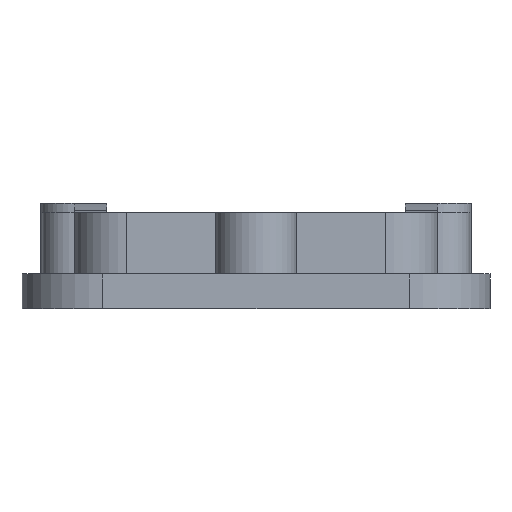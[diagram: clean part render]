
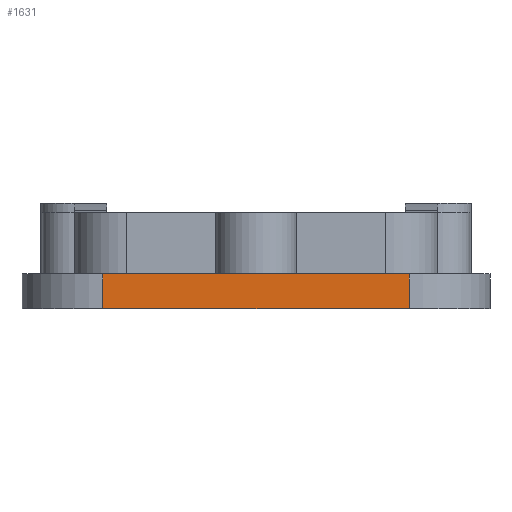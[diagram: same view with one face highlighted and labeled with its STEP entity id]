
A CAD part, front view. The second image highlights one B-rep face of the part: STEP entity #1631.
In plain terms, the highlighted planar face has unit normal (0, -1, 0).
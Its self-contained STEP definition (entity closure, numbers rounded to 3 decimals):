
#1604=AXIS2_PLACEMENT_3D('Plane Axis2P3D',#1601,#1602,#1603) ;
#1548=CARTESIAN_POINT('Vertex',(10.,0.,4.3)) ;
#1555=CARTESIAN_POINT('Vertex',(10.,0.,0.)) ;
#1558=CARTESIAN_POINT('Line Origine',(10.,0.,2.15)) ;
#1601=CARTESIAN_POINT('Axis2P3D Location',(0.,0.,0.)) ;
#1606=CARTESIAN_POINT('Line Origine',(29.,0.,4.3)) ;
#1610=CARTESIAN_POINT('Vertex',(48.,0.,4.3)) ;
#1613=CARTESIAN_POINT('Line Origine',(29.,0.,0.)) ;
#1617=CARTESIAN_POINT('Vertex',(48.,0.,0.)) ;
#1620=CARTESIAN_POINT('Line Origine',(48.,0.,2.15)) ;
#1559=DIRECTION('Vector Direction',(0.,0.,1.)) ;
#1602=DIRECTION('Axis2P3D Direction',(0.,-1.,0.)) ;
#1603=DIRECTION('Axis2P3D XDirection',(1.,0.,0.)) ;
#1607=DIRECTION('Vector Direction',(1.,0.,0.)) ;
#1614=DIRECTION('Vector Direction',(1.,0.,0.)) ;
#1621=DIRECTION('Vector Direction',(0.,0.,1.)) ;
#1560=VECTOR('Line Direction',#1559,1.) ;
#1608=VECTOR('Line Direction',#1607,1.) ;
#1615=VECTOR('Line Direction',#1614,1.) ;
#1622=VECTOR('Line Direction',#1621,1.) ;
#1626=ORIENTED_EDGE('',*,*,#1612,.F.) ;
#1627=ORIENTED_EDGE('',*,*,#1562,.F.) ;
#1628=ORIENTED_EDGE('',*,*,#1619,.T.) ;
#1629=ORIENTED_EDGE('',*,*,#1624,.T.) ;
#1631=ADVANCED_FACE('Hauptk\X2\00F6\X0\rper',(#1630),#1605,.T.) ;
#1562=EDGE_CURVE('',#1556,#1549,#1561,.T.) ;
#1612=EDGE_CURVE('',#1549,#1611,#1609,.T.) ;
#1619=EDGE_CURVE('',#1556,#1618,#1616,.T.) ;
#1624=EDGE_CURVE('',#1618,#1611,#1623,.T.) ;
#1625=EDGE_LOOP('',(#1626,#1627,#1628,#1629)) ;
#1630=FACE_OUTER_BOUND('',#1625,.T.) ;
#1561=LINE('Line',#1558,#1560) ;
#1609=LINE('Line',#1606,#1608) ;
#1616=LINE('Line',#1613,#1615) ;
#1623=LINE('Line',#1620,#1622) ;
#1605=PLANE('',#1604) ;
#1549=VERTEX_POINT('',#1548) ;
#1556=VERTEX_POINT('',#1555) ;
#1611=VERTEX_POINT('',#1610) ;
#1618=VERTEX_POINT('',#1617) ;
